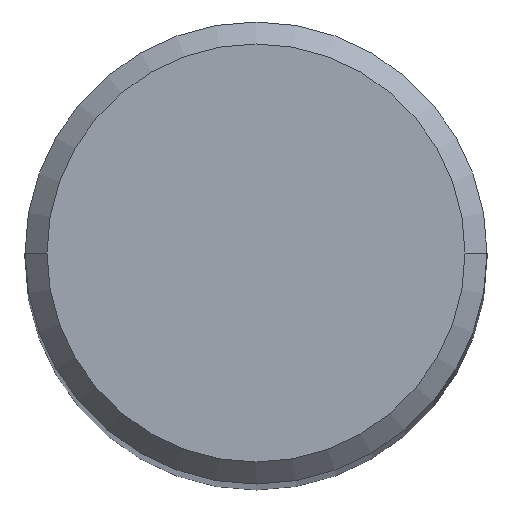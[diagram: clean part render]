
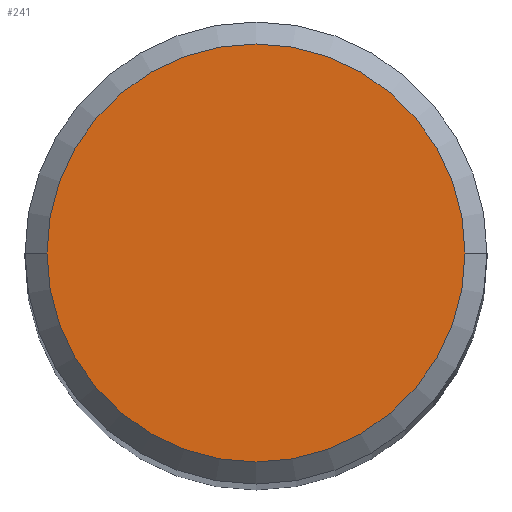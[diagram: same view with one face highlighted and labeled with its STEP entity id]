
A CAD part, top view. The second image highlights one B-rep face of the part: STEP entity #241.
In plain terms, the highlighted planar face has unit normal (0, 0, 1).
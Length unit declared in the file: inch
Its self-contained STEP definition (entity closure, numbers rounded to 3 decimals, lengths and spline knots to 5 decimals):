
#38 = DIRECTION ( 'NONE',  ( 1., 0., 0. ) ) ;
#40 = PLANE ( 'NONE',  #240 ) ;
#41 = FACE_OUTER_BOUND ( 'NONE', #192, .T. ) ;
#44 = DIRECTION ( 'NONE',  ( 0., 0., 1. ) ) ;
#49 = EDGE_CURVE ( 'NONE', #97, #150, #201, .T. ) ;
#50 = CIRCLE ( 'NONE', #107, 0.14248 ) ;
#51 = CARTESIAN_POINT ( 'NONE',  ( 0.14248, 0., 2.48032 ) ) ;
#64 = DIRECTION ( 'NONE',  ( 1., 0., 0. ) ) ;
#88 = DIRECTION ( 'NONE',  ( 1., 0., 0. ) ) ;
#97 = VERTEX_POINT ( 'NONE', #51 ) ;
#107 = AXIS2_PLACEMENT_3D ( 'NONE', #109, #204, #88 ) ;
#109 = CARTESIAN_POINT ( 'NONE',  ( 0., 0., 2.48032 ) ) ;
#124 = CARTESIAN_POINT ( 'NONE',  ( 0., 0., 2.48032 ) ) ;
#137 = ORIENTED_EDGE ( 'NONE', *, *, #209, .T. ) ;
#150 = VERTEX_POINT ( 'NONE', #247 ) ;
#163 = AXIS2_PLACEMENT_3D ( 'NONE', #124, #238, #64 ) ;
#175 = ORIENTED_EDGE ( 'NONE', *, *, #49, .T. ) ;
#192 = EDGE_LOOP ( 'NONE', ( #137, #175 ) ) ;
#201 = CIRCLE ( 'NONE', #163, 0.14248 ) ;
#204 = DIRECTION ( 'NONE',  ( 0., 0., 1. ) ) ;
#209 = EDGE_CURVE ( 'NONE', #150, #97, #50, .T. ) ;
#211 = CARTESIAN_POINT ( 'NONE',  ( 0., 0., 2.48032 ) ) ;
#238 = DIRECTION ( 'NONE',  ( 0., 0., 1. ) ) ;
#240 = AXIS2_PLACEMENT_3D ( 'NONE', #211, #44, #38 ) ;
#241 = ADVANCED_FACE ( 'NONE', ( #41 ), #40, .T. ) ;
#247 = CARTESIAN_POINT ( 'NONE',  ( -0.14248, 0., 2.48032 ) ) ;
